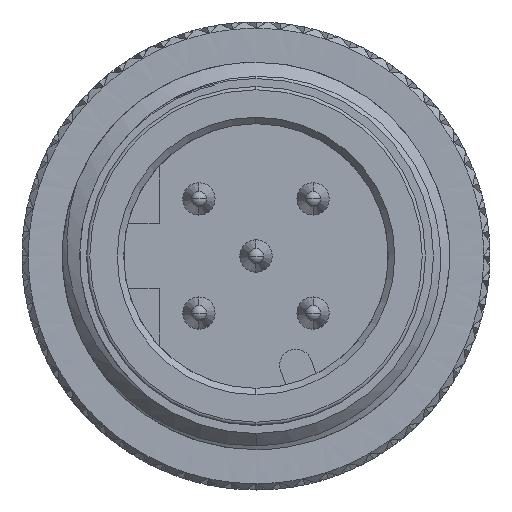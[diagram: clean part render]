
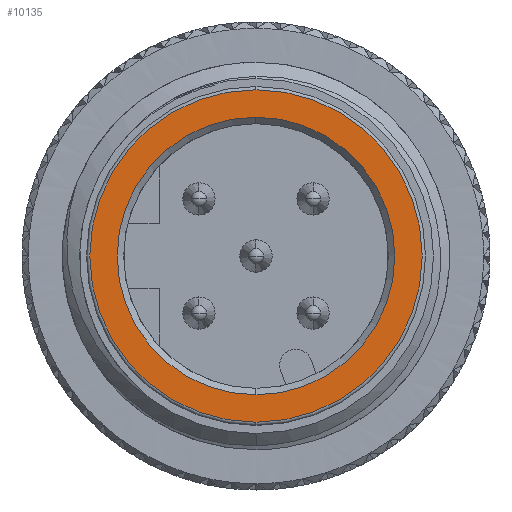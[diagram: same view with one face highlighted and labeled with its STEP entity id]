
A CAD part, left-side view. The second image highlights one B-rep face of the part: STEP entity #10135.
In plain terms, the highlighted planar face has unit normal (-1, 0, 0).
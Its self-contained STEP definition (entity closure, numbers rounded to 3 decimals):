
#6550 = AXIS2_PLACEMENT_3D ( 'NONE', #84601, #26395, #11460 ) ;
#8215 = CIRCLE ( 'NONE', #105351, 5.15 ) ;
#8771 = CARTESIAN_POINT ( 'NONE',  ( -9., 0., 0. ) ) ;
#9533 = EDGE_CURVE ( 'NONE', #58969, #101917, #8215, .T. ) ;
#10135 = ADVANCED_FACE ( 'NONE', ( #34922, #27989 ), #76042, .F. ) ;
#11302 = CARTESIAN_POINT ( 'NONE',  ( -9., 0., 0. ) ) ;
#11460 = DIRECTION ( 'NONE',  ( 0., 0., -1. ) ) ;
#16757 = AXIS2_PLACEMENT_3D ( 'NONE', #8771, #37947, #103585 ) ;
#19321 = DIRECTION ( 'NONE',  ( 0., 0., -1. ) ) ;
#19813 = EDGE_LOOP ( 'NONE', ( #53246, #53551 ) ) ;
#19983 = EDGE_LOOP ( 'NONE', ( #69626, #79092 ) ) ;
#24443 = DIRECTION ( 'NONE',  ( 0., 0., -1. ) ) ;
#26395 = DIRECTION ( 'NONE',  ( 1., 0., 0. ) ) ;
#27989 = FACE_OUTER_BOUND ( 'NONE', #19983, .T. ) ;
#28623 = CIRCLE ( 'NONE', #54204, 4.3 ) ;
#28766 = CIRCLE ( 'NONE', #16757, 4.3 ) ;
#34922 = FACE_BOUND ( 'NONE', #19813, .T. ) ;
#35454 = CIRCLE ( 'NONE', #59293, 5.15 ) ;
#36925 = CARTESIAN_POINT ( 'NONE',  ( -9., 0., -4.3 ) ) ;
#37947 = DIRECTION ( 'NONE',  ( 1., 0., 0. ) ) ;
#48307 = EDGE_CURVE ( 'NONE', #101917, #58969, #35454, .T. ) ;
#48371 = VERTEX_POINT ( 'NONE', #36925 ) ;
#49844 = EDGE_CURVE ( 'NONE', #48371, #95860, #28623, .T. ) ;
#53246 = ORIENTED_EDGE ( 'NONE', *, *, #62577, .T. ) ;
#53551 = ORIENTED_EDGE ( 'NONE', *, *, #49844, .T. ) ;
#54204 = AXIS2_PLACEMENT_3D ( 'NONE', #80030, #89089, #24443 ) ;
#58969 = VERTEX_POINT ( 'NONE', #92434 ) ;
#59293 = AXIS2_PLACEMENT_3D ( 'NONE', #60959, #75911, #19321 ) ;
#60959 = CARTESIAN_POINT ( 'NONE',  ( -9., 0., 0. ) ) ;
#61994 = DIRECTION ( 'NONE',  ( -1., 0., 0. ) ) ;
#62577 = EDGE_CURVE ( 'NONE', #95860, #48371, #28766, .T. ) ;
#68239 = CARTESIAN_POINT ( 'NONE',  ( -9., 0., 4.3 ) ) ;
#69626 = ORIENTED_EDGE ( 'NONE', *, *, #48307, .T. ) ;
#75911 = DIRECTION ( 'NONE',  ( -1., 0., 0. ) ) ;
#76042 = PLANE ( 'NONE',  #6550 ) ;
#79092 = ORIENTED_EDGE ( 'NONE', *, *, #9533, .T. ) ;
#80030 = CARTESIAN_POINT ( 'NONE',  ( -9., 0., 0. ) ) ;
#81548 = CARTESIAN_POINT ( 'NONE',  ( -9., 0., -5.15 ) ) ;
#84601 = CARTESIAN_POINT ( 'NONE',  ( -9., 4.1, 0. ) ) ;
#84991 = DIRECTION ( 'NONE',  ( 0., 0., -1. ) ) ;
#89089 = DIRECTION ( 'NONE',  ( 1., 0., 0. ) ) ;
#92434 = CARTESIAN_POINT ( 'NONE',  ( -9., 0., 5.15 ) ) ;
#95860 = VERTEX_POINT ( 'NONE', #68239 ) ;
#101917 = VERTEX_POINT ( 'NONE', #81548 ) ;
#103585 = DIRECTION ( 'NONE',  ( 0., 0., -1. ) ) ;
#105351 = AXIS2_PLACEMENT_3D ( 'NONE', #11302, #61994, #84991 ) ;
